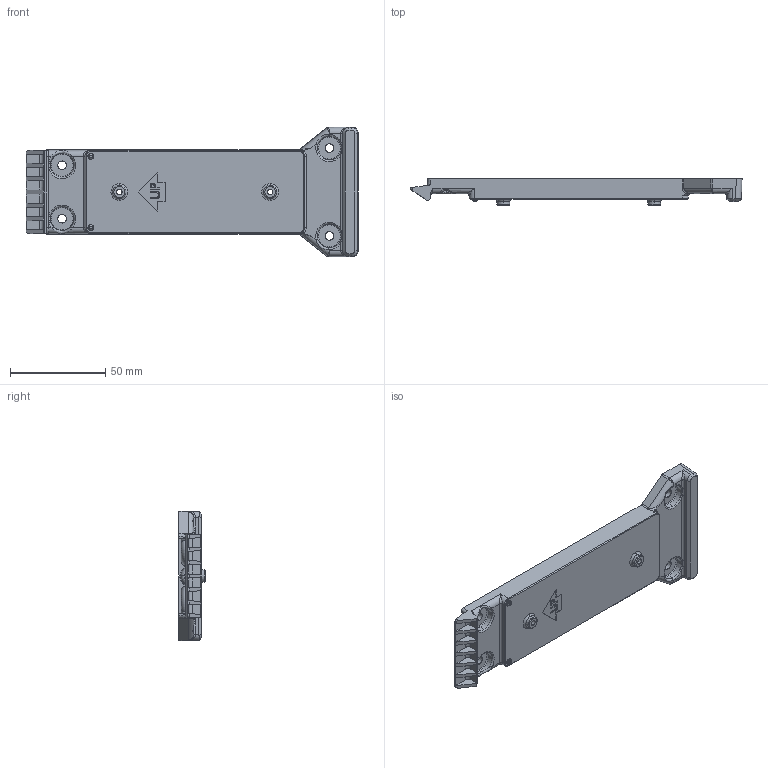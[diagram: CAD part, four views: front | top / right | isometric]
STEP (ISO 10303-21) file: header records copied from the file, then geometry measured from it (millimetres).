
FILE_DESCRIPTION (( 'STEP AP214' ), '1' );
FILE_NAME ('morph-mounting-plate.STEP', '2023-02-02T05:26:12', ( '' ), ( '' ), 'SwSTEP 2.0', 'SolidWorks 2020', '' );
FILE_SCHEMA (( 'AUTOMOTIVE_DESIGN' ));
Length unit declared in the file: millimetre
Products named in the file (1): morph-mounting-plate
Bounding box: 173.88 x 13.7 x 68 mm (x, y, z)
Volume: 28866.6 mm3; surface area: 27196 mm2
Topology: 1 solids, 1 shells, 431 faces, 1060 edges, 634 vertices
Faces by surface type: plane 129, bspline 103, cylinder 81, cone 56, torus 41, sphere 21
Entity records: 17074 total; most frequent: CARTESIAN_POINT 7823, ORIENTED_EDGE 2092, DIRECTION 1741, EDGE_CURVE 1046, AXIS2_PLACEMENT_3D 662, VERTEX_POINT 630, EDGE_LOOP 456, FACE_OUTER_BOUND 431
